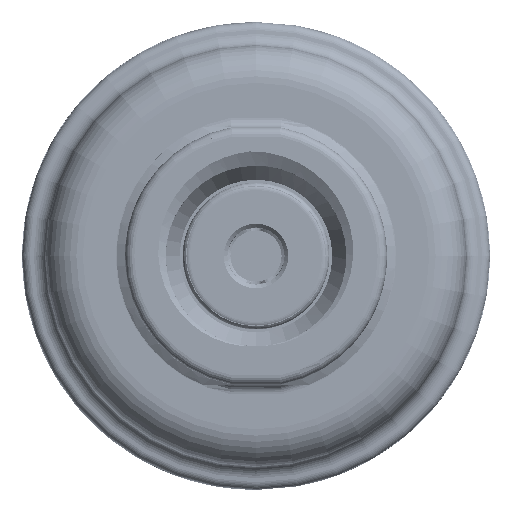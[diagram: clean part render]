
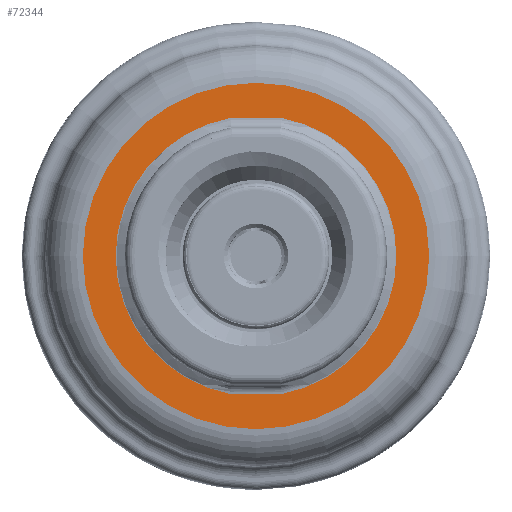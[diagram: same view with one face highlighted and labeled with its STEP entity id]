
A CAD part, front view. The second image highlights one B-rep face of the part: STEP entity #72344.
In plain terms, the highlighted planar face has unit normal (0, -1, 0).
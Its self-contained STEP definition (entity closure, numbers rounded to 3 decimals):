
#51443=CARTESIAN_POINT('',(0.,-4.,0.));
#51444=DIRECTION('',(0.,-1.,0.));
#51445=DIRECTION('',(-0.182,0.,0.983));
#51446=AXIS2_PLACEMENT_3D('',#51443,#51444,#51445);
#51448=DIRECTION('',(1.,0.,0.));
#51449=VECTOR('',#51448,5.454);
#51450=CARTESIAN_POINT('',(-2.727,-4.,-14.75));
#51451=LINE('',#51450,#51449);
#51452=CARTESIAN_POINT('',(0.,-4.,0.));
#51453=DIRECTION('',(0.,-1.,0.));
#51454=DIRECTION('',(0.182,0.,-0.983));
#51455=AXIS2_PLACEMENT_3D('',#51452,#51453,#51454);
#51457=DIRECTION('',(-1.,0.,0.));
#51458=VECTOR('',#51457,5.454);
#51459=CARTESIAN_POINT('',(2.727,-4.,14.75));
#51460=LINE('',#51459,#51458);
#51461=CARTESIAN_POINT('',(0.,-4.,0.));
#51462=DIRECTION('',(0.,-1.,0.));
#51463=DIRECTION('',(0.,0.,-1.));
#51464=AXIS2_PLACEMENT_3D('',#51461,#51462,#51463);
#51466=CARTESIAN_POINT('',(0.,-4.,0.));
#51467=DIRECTION('',(0.,-1.,0.));
#51468=DIRECTION('',(0.,0.,1.));
#51469=AXIS2_PLACEMENT_3D('',#51466,#51467,#51468);
#67749=CARTESIAN_POINT('',(-2.727,-4.,14.75));
#67750=CARTESIAN_POINT('',(-2.727,-4.,-14.75));
#67751=VERTEX_POINT('',#67749);
#67752=VERTEX_POINT('',#67750);
#67757=CARTESIAN_POINT('',(2.727,-4.,-14.75));
#67758=CARTESIAN_POINT('',(2.727,-4.,14.75));
#67759=VERTEX_POINT('',#67757);
#67760=VERTEX_POINT('',#67758);
#68094=CARTESIAN_POINT('',(0.,-4.,-18.5));
#68095=CARTESIAN_POINT('',(0.,-4.,18.5));
#68096=VERTEX_POINT('',#68094);
#68097=VERTEX_POINT('',#68095);
#72324=CARTESIAN_POINT('',(0.,-4.,0.));
#72325=DIRECTION('',(0.,-1.,0.));
#72326=DIRECTION('',(0.,0.,1.));
#72327=AXIS2_PLACEMENT_3D('',#72324,#72325,#72326);
#72328=PLANE('',#72327);
#72330=ORIENTED_EDGE('',*,*,#72329,.F.);
#72331=ORIENTED_EDGE('',*,*,#72314,.F.);
#72332=EDGE_LOOP('',(#72330,#72331));
#72333=FACE_OUTER_BOUND('',#72332,.F.);
#72335=ORIENTED_EDGE('',*,*,#72334,.T.);
#72337=ORIENTED_EDGE('',*,*,#72336,.T.);
#72339=ORIENTED_EDGE('',*,*,#72338,.T.);
#72341=ORIENTED_EDGE('',*,*,#72340,.T.);
#72342=EDGE_LOOP('',(#72335,#72337,#72339,#72341));
#72343=FACE_BOUND('',#72342,.F.);
#72344=ADVANCED_FACE('',(#72333,#72343),#72328,.T.);
#51447=CIRCLE('',#51446,15.);
#51456=CIRCLE('',#51455,15.);
#51465=CIRCLE('',#51464,18.5);
#51470=CIRCLE('',#51469,18.5);
#72314=EDGE_CURVE('',#68097,#68096,#51470,.T.);
#72329=EDGE_CURVE('',#68096,#68097,#51465,.T.);
#72334=EDGE_CURVE('',#67751,#67752,#51447,.T.);
#72336=EDGE_CURVE('',#67752,#67759,#51451,.T.);
#72338=EDGE_CURVE('',#67759,#67760,#51456,.T.);
#72340=EDGE_CURVE('',#67760,#67751,#51460,.T.);
